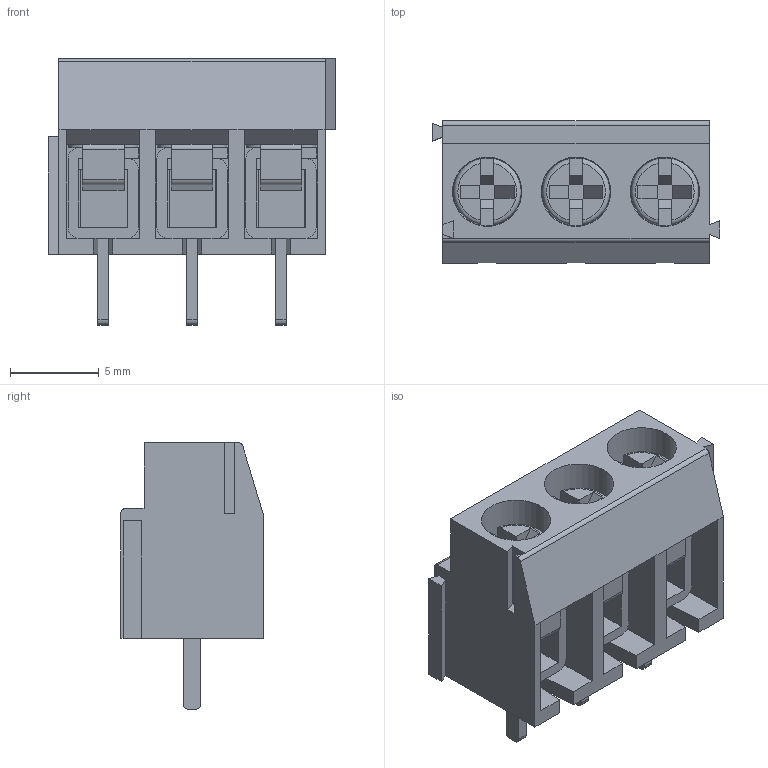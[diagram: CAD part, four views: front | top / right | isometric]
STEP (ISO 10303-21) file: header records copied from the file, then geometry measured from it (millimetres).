
FILE_DESCRIPTION(/* description */ ('Unknown'),/* implementation_level */ '2;1');
FILE_NAME(/* name */ '691111710003',/* time_stamp */ '2017-06-07T12:07:59+02:00',/* author */ ('Unknown'),/* organization */ ('Unknown'),/* preprocessor_version */ 'ST-DEVELOPER v16.7',/* originating_system */ 'DEX',/* authorisation */ $);
FILE_SCHEMA (('AUTOMOTIVE_DESIGN {1 0 10303 214 3 1 1}'));
Length unit declared in the file: millimetre
Products named in the file (5): 6911117100xx; 691111710003; 6911117100xx_CAGE; 6911117100xx_PIN; 6911117100xx_VIS+
Assembly tree (10 placements, depth 2):
  6911117100xx
    691111710003
    6911117100xx_CAGE  x3
    6911117100xx_PIN  x3
    6911117100xx_VIS+  x3
Bounding box: 16.2 x 8 x 15 mm (x, y, z)
Volume: 810.5 mm3; surface area: 2224.9 mm2
Topology: 10 solids, 10 shells, 403 faces, 1089 edges, 703 vertices
Faces by surface type: plane 287, cylinder 101, torus 9, cone 6
Full cylindrical faces by diameter (mm): 2 x6, 2.4 x3, 2.75 x3, 2.9 x3, 3.8 x3, 3.9 x3
Entity records: 6860 total; most frequent: CARTESIAN_POINT 1108, ORIENTED_EDGE 1062, DIRECTION 1042, EDGE_CURVE 531, LINE 440, VECTOR 440, VERTEX_POINT 351, AXIS2_PLACEMENT_3D 301
